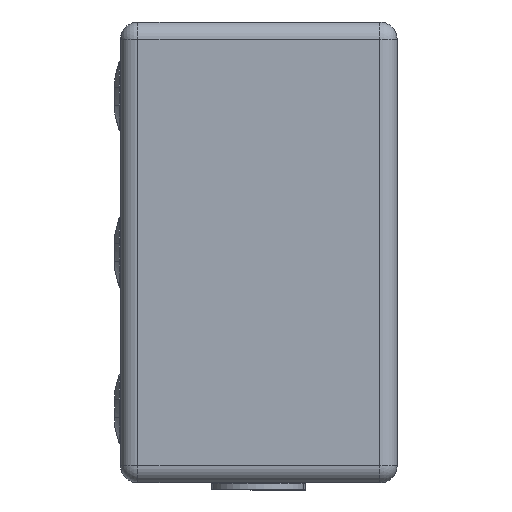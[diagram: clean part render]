
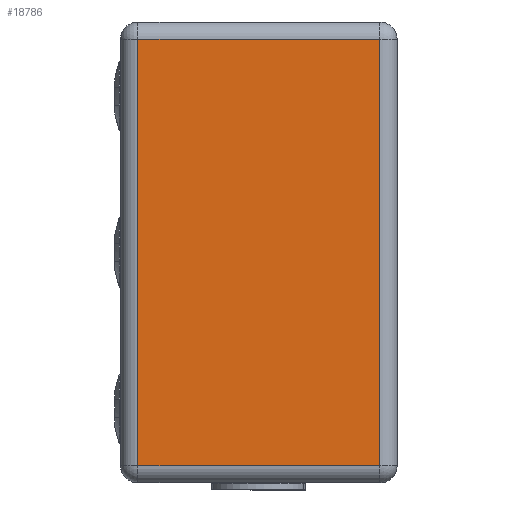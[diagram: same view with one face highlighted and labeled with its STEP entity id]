
A CAD part, front view. The second image highlights one B-rep face of the part: STEP entity #18786.
In plain terms, the highlighted face is planar.
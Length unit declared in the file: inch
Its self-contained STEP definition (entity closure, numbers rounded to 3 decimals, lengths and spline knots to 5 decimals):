
#629 = EDGE_CURVE ( 'NONE', #1742, #4807, #6723, .T. ) ;
#1742 = VERTEX_POINT ( 'NONE', #18816 ) ;
#1969 = CARTESIAN_POINT ( 'NONE',  ( 1.156, 0.656, 0.1 ) ) ;
#2392 = ORIENTED_EDGE ( 'NONE', *, *, #6763, .T. ) ;
#3043 = CARTESIAN_POINT ( 'NONE',  ( -1.25, 0.656, 0.1 ) ) ;
#3070 = DIRECTION ( 'NONE',  ( 1., 0., 0. ) ) ;
#3459 = DIRECTION ( 'NONE',  ( -1., 0., 0. ) ) ;
#3671 = EDGE_CURVE ( 'NONE', #9006, #1742, #18080, .T. ) ;
#4376 = LINE ( 'NONE', #7374, #19207 ) ;
#4446 = DIRECTION ( 'NONE',  ( 0., -1., 0. ) ) ;
#4807 = VERTEX_POINT ( 'NONE', #5336 ) ;
#5300 = EDGE_LOOP ( 'NONE', ( #20349, #6152, #2392, #15617 ) ) ;
#5336 = CARTESIAN_POINT ( 'NONE',  ( 1.156, -0.656, 0.1 ) ) ;
#6152 = ORIENTED_EDGE ( 'NONE', *, *, #629, .T. ) ;
#6298 = VECTOR ( 'NONE', #4446, 39.37008 ) ;
#6343 = VECTOR ( 'NONE', #3070, 39.37008 ) ;
#6723 = LINE ( 'NONE', #8200, #6343 ) ;
#6763 = EDGE_CURVE ( 'NONE', #4807, #7685, #4376, .T. ) ;
#7374 = CARTESIAN_POINT ( 'NONE',  ( 1.156, 0.75, 0.1 ) ) ;
#7590 = VECTOR ( 'NONE', #8175, 39.37008 ) ;
#7685 = VERTEX_POINT ( 'NONE', #1969 ) ;
#8175 = DIRECTION ( 'NONE',  ( -1., 0., 0. ) ) ;
#8200 = CARTESIAN_POINT ( 'NONE',  ( 1.25, -0.656, 0.1 ) ) ;
#9006 = VERTEX_POINT ( 'NONE', #14182 ) ;
#9239 = EDGE_CURVE ( 'NONE', #7685, #9006, #19291, .T. ) ;
#9952 = CARTESIAN_POINT ( 'NONE',  ( -1.156, -0.75, 0.1 ) ) ;
#11916 = PLANE ( 'NONE',  #13547 ) ;
#13547 = AXIS2_PLACEMENT_3D ( 'NONE', #20029, #16737, #3459 ) ;
#14093 = DIRECTION ( 'NONE',  ( 0., 1., 0. ) ) ;
#14182 = CARTESIAN_POINT ( 'NONE',  ( -1.156, 0.656, 0.1 ) ) ;
#15617 = ORIENTED_EDGE ( 'NONE', *, *, #9239, .T. ) ;
#16525 = FACE_OUTER_BOUND ( 'NONE', #5300, .T. ) ;
#16737 = DIRECTION ( 'NONE',  ( 0., 0., -1. ) ) ;
#18080 = LINE ( 'NONE', #9952, #6298 ) ;
#18786 = ADVANCED_FACE ( 'NONE', ( #16525 ), #11916, .F. ) ;
#18816 = CARTESIAN_POINT ( 'NONE',  ( -1.156, -0.656, 0.1 ) ) ;
#19207 = VECTOR ( 'NONE', #14093, 39.37008 ) ;
#19291 = LINE ( 'NONE', #3043, #7590 ) ;
#20029 = CARTESIAN_POINT ( 'NONE',  ( 0., 0., 0.1 ) ) ;
#20349 = ORIENTED_EDGE ( 'NONE', *, *, #3671, .T. ) ;
